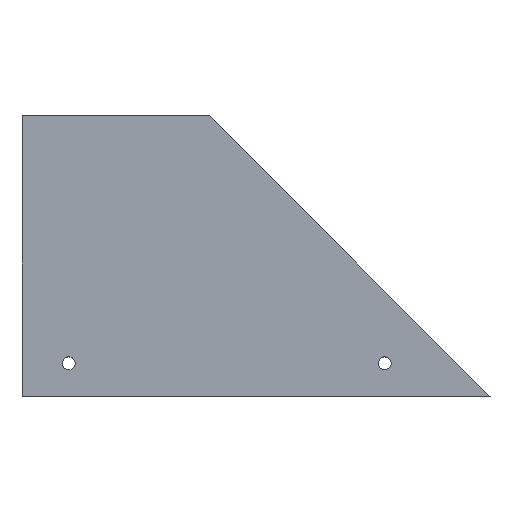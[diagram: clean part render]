
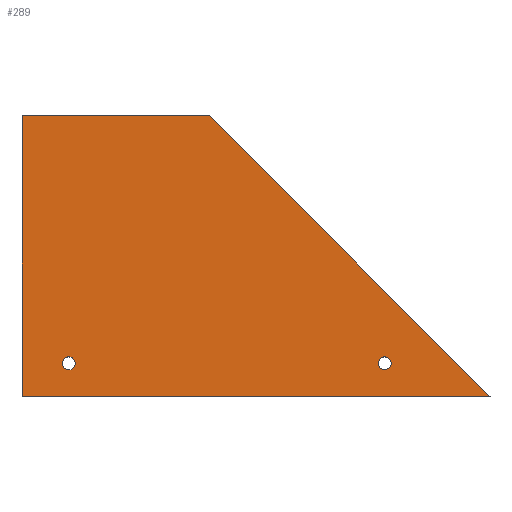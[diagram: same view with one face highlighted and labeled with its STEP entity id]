
A CAD part, top view. The second image highlights one B-rep face of the part: STEP entity #289.
In plain terms, the highlighted planar face has unit normal (0, 0, 1).
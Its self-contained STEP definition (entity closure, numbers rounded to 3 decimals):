
#2 = CARTESIAN_POINT ( 'NONE',  ( 17.25, 14.124, 10. ) ) ;
#7 = CIRCLE ( 'NONE', #178, 2.75 ) ;
#8 = EDGE_CURVE ( 'NONE', #62, #9, #236, .T. ) ;
#9 = VERTEX_POINT ( 'NONE', #194 ) ;
#17 = LINE ( 'NONE', #317, #214 ) ;
#19 = CARTESIAN_POINT ( 'NONE',  ( 20., 14.124, 10. ) ) ;
#23 = DIRECTION ( 'NONE',  ( -0.707, 0.707, 0. ) ) ;
#30 = VERTEX_POINT ( 'NONE', #65 ) ;
#35 = ORIENTED_EDGE ( 'NONE', *, *, #222, .T. ) ;
#39 = DIRECTION ( 'NONE',  ( 1., 0., 0. ) ) ;
#43 = VECTOR ( 'NONE', #39, 1000. ) ;
#44 = DIRECTION ( 'NONE',  ( 0., 0., 1. ) ) ;
#55 = VERTEX_POINT ( 'NONE', #169 ) ;
#57 = VECTOR ( 'NONE', #208, 1000. ) ;
#62 = VERTEX_POINT ( 'NONE', #228 ) ;
#65 = CARTESIAN_POINT ( 'NONE',  ( 152.25, 14.124, 10. ) ) ;
#67 = VERTEX_POINT ( 'NONE', #282 ) ;
#71 = ORIENTED_EDGE ( 'NONE', *, *, #248, .T. ) ;
#73 = LINE ( 'NONE', #322, #57 ) ;
#77 = CARTESIAN_POINT ( 'NONE',  ( 20., 14.124, 10. ) ) ;
#78 = VERTEX_POINT ( 'NONE', #121 ) ;
#79 = AXIS2_PLACEMENT_3D ( 'NONE', #77, #124, #261 ) ;
#82 = ORIENTED_EDGE ( 'NONE', *, *, #302, .F. ) ;
#86 = CARTESIAN_POINT ( 'NONE',  ( 155., 14.124, 10. ) ) ;
#90 = EDGE_LOOP ( 'NONE', ( #141, #35, #71, #92 ) ) ;
#92 = ORIENTED_EDGE ( 'NONE', *, *, #284, .T. ) ;
#95 = AXIS2_PLACEMENT_3D ( 'NONE', #241, #186, #246 ) ;
#109 = CARTESIAN_POINT ( 'NONE',  ( 0., 0., 10. ) ) ;
#114 = AXIS2_PLACEMENT_3D ( 'NONE', #109, #263, #352 ) ;
#120 = ORIENTED_EDGE ( 'NONE', *, *, #342, .F. ) ;
#121 = CARTESIAN_POINT ( 'NONE',  ( 157.75, 14.124, 10. ) ) ;
#124 = DIRECTION ( 'NONE',  ( 0., 0., 1. ) ) ;
#126 = EDGE_LOOP ( 'NONE', ( #82, #120 ) ) ;
#133 = EDGE_CURVE ( 'NONE', #316, #67, #187, .T. ) ;
#141 = ORIENTED_EDGE ( 'NONE', *, *, #8, .T. ) ;
#164 = VECTOR ( 'NONE', #232, 1000. ) ;
#168 = CARTESIAN_POINT ( 'NONE',  ( 200., 0., 10. ) ) ;
#169 = CARTESIAN_POINT ( 'NONE',  ( 0., 120., 10. ) ) ;
#178 = AXIS2_PLACEMENT_3D ( 'NONE', #86, #185, #217 ) ;
#183 = EDGE_LOOP ( 'NONE', ( #300, #288 ) ) ;
#185 = DIRECTION ( 'NONE',  ( 0., 0., 1. ) ) ;
#186 = DIRECTION ( 'NONE',  ( 0., 0., 1. ) ) ;
#187 = CIRCLE ( 'NONE', #292, 2.75 ) ;
#194 = CARTESIAN_POINT ( 'NONE',  ( 200., 0., 10. ) ) ;
#198 = DIRECTION ( 'NONE',  ( 1., 0., 0. ) ) ;
#201 = FACE_OUTER_BOUND ( 'NONE', #90, .T. ) ;
#207 = CIRCLE ( 'NONE', #79, 2.75 ) ;
#208 = DIRECTION ( 'NONE',  ( -1., 0., 0. ) ) ;
#213 = CIRCLE ( 'NONE', #95, 2.75 ) ;
#214 = VECTOR ( 'NONE', #23, 1000. ) ;
#217 = DIRECTION ( 'NONE',  ( 1., 0., 0. ) ) ;
#222 = EDGE_CURVE ( 'NONE', #9, #279, #17, .T. ) ;
#226 = EDGE_CURVE ( 'NONE', #67, #316, #207, .T. ) ;
#228 = CARTESIAN_POINT ( 'NONE',  ( 0., 0., 10. ) ) ;
#232 = DIRECTION ( 'NONE',  ( 0., -1., 0. ) ) ;
#236 = LINE ( 'NONE', #168, #43 ) ;
#240 = LINE ( 'NONE', #349, #164 ) ;
#241 = CARTESIAN_POINT ( 'NONE',  ( 155., 14.124, 10. ) ) ;
#246 = DIRECTION ( 'NONE',  ( 1., 0., 0. ) ) ;
#248 = EDGE_CURVE ( 'NONE', #279, #55, #73, .T. ) ;
#261 = DIRECTION ( 'NONE',  ( 1., 0., 0. ) ) ;
#263 = DIRECTION ( 'NONE',  ( 0., 0., -1. ) ) ;
#266 = PLANE ( 'NONE',  #114 ) ;
#279 = VERTEX_POINT ( 'NONE', #294 ) ;
#282 = CARTESIAN_POINT ( 'NONE',  ( 22.75, 14.124, 10. ) ) ;
#284 = EDGE_CURVE ( 'NONE', #55, #62, #240, .T. ) ;
#288 = ORIENTED_EDGE ( 'NONE', *, *, #133, .F. ) ;
#289 = ADVANCED_FACE ( 'NONE', ( #296, #329, #201 ), #266, .F. ) ;
#292 = AXIS2_PLACEMENT_3D ( 'NONE', #19, #44, #198 ) ;
#294 = CARTESIAN_POINT ( 'NONE',  ( 80., 120., 10. ) ) ;
#296 = FACE_BOUND ( 'NONE', #126, .T. ) ;
#300 = ORIENTED_EDGE ( 'NONE', *, *, #226, .F. ) ;
#302 = EDGE_CURVE ( 'NONE', #78, #30, #7, .T. ) ;
#316 = VERTEX_POINT ( 'NONE', #2 ) ;
#317 = CARTESIAN_POINT ( 'NONE',  ( 80., 120., 10. ) ) ;
#322 = CARTESIAN_POINT ( 'NONE',  ( 0., 120., 10. ) ) ;
#329 = FACE_BOUND ( 'NONE', #183, .T. ) ;
#342 = EDGE_CURVE ( 'NONE', #30, #78, #213, .T. ) ;
#349 = CARTESIAN_POINT ( 'NONE',  ( 0., 0., 10. ) ) ;
#352 = DIRECTION ( 'NONE',  ( -1., 0., 0. ) ) ;
